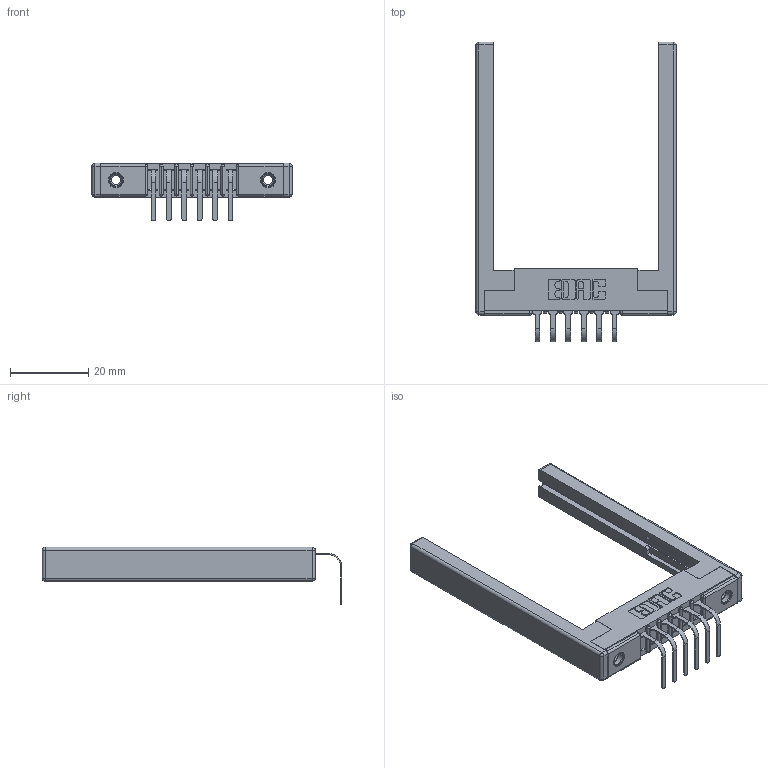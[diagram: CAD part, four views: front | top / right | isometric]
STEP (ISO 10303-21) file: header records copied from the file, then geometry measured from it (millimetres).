
FILE_DESCRIPTION (( 'STEP AP203' ), '1' );
FILE_NAME ('357-006-558-168.STEP', '2022-07-13T22:51:26', ( '' ), ( '' ), 'SwSTEP 2.0', 'SolidWorks 2020', '' );
FILE_SCHEMA (( 'CONFIG_CONTROL_DESIGN' ));
Length unit declared in the file: inch
Products named in the file (5): 357-006-558-168; 345-250-001_345-250-001-102; 307-220-068; 307-290-001_558 - 2 (Single); 307 Part_.156 Dia Mounting Holes
Assembly tree (11 placements, depth 2):
  357-006-558-168
    307 Part_.156 Dia Mounting Holes
    307-290-001_558 - 2 (Single)  x6
    307-220-068  x2
    345-250-001_345-250-001-102  x2
Bounding box: 51.21 x 76.75 x 14.81 mm (x, y, z)
Volume: 7869.1 mm3; surface area: 8787.2 mm2
Topology: 11 solids, 11 shells, 639 faces, 1757 edges, 1122 vertices
Faces by surface type: plane 392, cylinder 209, sphere 22, cone 12, torus 4
Entity records: 12445 total; most frequent: CARTESIAN_POINT 2049, DIRECTION 2032, ORIENTED_EDGE 2024, EDGE_CURVE 1012, LINE 758, VECTOR 758, VERTEX_POINT 654, AXIS2_PLACEMENT_3D 637
